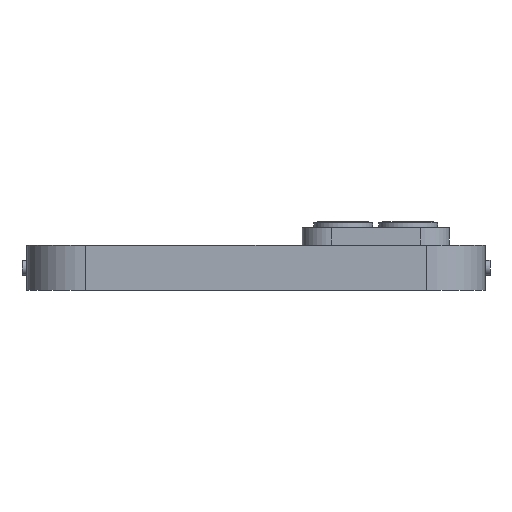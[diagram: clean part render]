
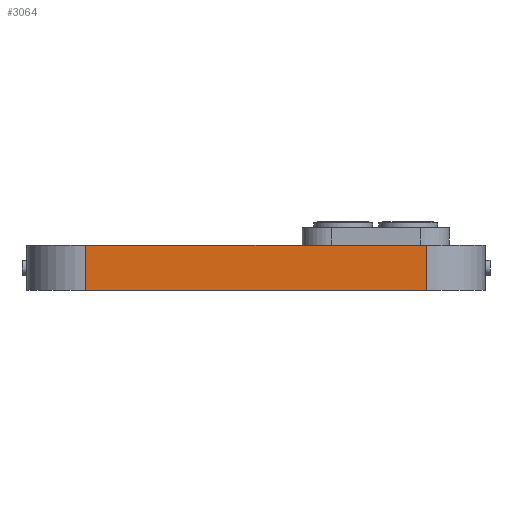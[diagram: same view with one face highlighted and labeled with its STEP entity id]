
A CAD part, front view. The second image highlights one B-rep face of the part: STEP entity #3064.
In plain terms, the highlighted planar face has unit normal (0, -1, 0).
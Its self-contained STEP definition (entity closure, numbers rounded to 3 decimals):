
#36 = CARTESIAN_POINT ( 'NONE',  ( -8., -79.05, -7.65 ) ) ;
#144 = ORIENTED_EDGE ( 'NONE', *, *, #5129, .T. ) ;
#181 = DIRECTION ( 'NONE',  ( 1., 0., 0. ) ) ;
#187 = CARTESIAN_POINT ( 'NONE',  ( -20., -79.05, -7.66 ) ) ;
#335 = VERTEX_POINT ( 'NONE', #4063 ) ;
#350 = EDGE_CURVE ( 'NONE', #5220, #1121, #1259, .T. ) ;
#367 = VERTEX_POINT ( 'NONE', #187 ) ;
#375 = CARTESIAN_POINT ( 'NONE',  ( 28.9, -79.05, -7.65 ) ) ;
#401 = CARTESIAN_POINT ( 'NONE',  ( -28.9, -79.05, 0. ) ) ;
#407 = CARTESIAN_POINT ( 'NONE',  ( 8., -79.05, -7.65 ) ) ;
#411 = VECTOR ( 'NONE', #6236, 1000. ) ;
#563 = VECTOR ( 'NONE', #5228, 1000. ) ;
#631 = LINE ( 'NONE', #4543, #1550 ) ;
#636 = VERTEX_POINT ( 'NONE', #4970 ) ;
#695 = VECTOR ( 'NONE', #848, 1000. ) ;
#814 = EDGE_CURVE ( 'NONE', #1951, #335, #2557, .T. ) ;
#836 = PLANE ( 'NONE',  #4947 ) ;
#848 = DIRECTION ( 'NONE',  ( 0., 0., 1. ) ) ;
#994 = LINE ( 'NONE', #1504, #3466 ) ;
#1121 = VERTEX_POINT ( 'NONE', #1393 ) ;
#1136 = DIRECTION ( 'NONE',  ( 1., 0., 0. ) ) ;
#1215 = DIRECTION ( 'NONE',  ( 0., 0., -1. ) ) ;
#1259 = LINE ( 'NONE', #3199, #5081 ) ;
#1288 = FACE_OUTER_BOUND ( 'NONE', #5732, .T. ) ;
#1345 = ORIENTED_EDGE ( 'NONE', *, *, #2209, .F. ) ;
#1393 = CARTESIAN_POINT ( 'NONE',  ( 20., -79.05, -7.65 ) ) ;
#1436 = LINE ( 'NONE', #2896, #5404 ) ;
#1480 = VECTOR ( 'NONE', #1215, 1000. ) ;
#1504 = CARTESIAN_POINT ( 'NONE',  ( 8., -79.05, -7.66 ) ) ;
#1550 = VECTOR ( 'NONE', #181, 1000. ) ;
#1731 = CARTESIAN_POINT ( 'NONE',  ( -38.9, -79.05, -7.65 ) ) ;
#1835 = ORIENTED_EDGE ( 'NONE', *, *, #5571, .F. ) ;
#1855 = EDGE_CURVE ( 'NONE', #5340, #4128, #3810, .T. ) ;
#1916 = ORIENTED_EDGE ( 'NONE', *, *, #4248, .F. ) ;
#1951 = VERTEX_POINT ( 'NONE', #5322 ) ;
#1984 = VECTOR ( 'NONE', #4950, 1000. ) ;
#2164 = LINE ( 'NONE', #5930, #1984 ) ;
#2193 = LINE ( 'NONE', #3240, #563 ) ;
#2209 = EDGE_CURVE ( 'NONE', #367, #335, #2721, .T. ) ;
#2217 = LINE ( 'NONE', #3146, #5047 ) ;
#2291 = EDGE_CURVE ( 'NONE', #2906, #5829, #4230, .T. ) ;
#2557 = LINE ( 'NONE', #4628, #4112 ) ;
#2658 = DIRECTION ( 'NONE',  ( 0., 0., 1. ) ) ;
#2721 = LINE ( 'NONE', #3772, #695 ) ;
#2828 = DIRECTION ( 'NONE',  ( -1., 0., 0. ) ) ;
#2896 = CARTESIAN_POINT ( 'NONE',  ( 0., -79.05, -7.66 ) ) ;
#2906 = VERTEX_POINT ( 'NONE', #3962 ) ;
#2920 = CARTESIAN_POINT ( 'NONE',  ( 8., -79.05, -7.66 ) ) ;
#3064 = ADVANCED_FACE ( 'NONE', ( #1288 ), #836, .T. ) ;
#3146 = CARTESIAN_POINT ( 'NONE',  ( 0., -79.05, -7.66 ) ) ;
#3199 = CARTESIAN_POINT ( 'NONE',  ( 20., -79.05, -7.66 ) ) ;
#3203 = DIRECTION ( 'NONE',  ( -1., 0., 0. ) ) ;
#3211 = CARTESIAN_POINT ( 'NONE',  ( -28.9, -79.05, -7.65 ) ) ;
#3219 = ORIENTED_EDGE ( 'NONE', *, *, #5243, .T. ) ;
#3240 = CARTESIAN_POINT ( 'NONE',  ( -8., -79.05, -7.66 ) ) ;
#3328 = ORIENTED_EDGE ( 'NONE', *, *, #4918, .F. ) ;
#3466 = VECTOR ( 'NONE', #5394, 1000. ) ;
#3665 = ORIENTED_EDGE ( 'NONE', *, *, #1855, .T. ) ;
#3688 = EDGE_CURVE ( 'NONE', #5220, #4060, #1436, .T. ) ;
#3743 = CARTESIAN_POINT ( 'NONE',  ( -38.9, -79.05, -7.65 ) ) ;
#3772 = CARTESIAN_POINT ( 'NONE',  ( -20., -79.05, -7.66 ) ) ;
#3805 = DIRECTION ( 'NONE',  ( 0., 0., 1. ) ) ;
#3810 = LINE ( 'NONE', #3743, #411 ) ;
#3962 = CARTESIAN_POINT ( 'NONE',  ( 28.9, -79.05, -7.65 ) ) ;
#4060 = VERTEX_POINT ( 'NONE', #2920 ) ;
#4063 = CARTESIAN_POINT ( 'NONE',  ( -20., -79.05, -7.65 ) ) ;
#4112 = VECTOR ( 'NONE', #1136, 1000. ) ;
#4128 = VERTEX_POINT ( 'NONE', #407 ) ;
#4230 = LINE ( 'NONE', #375, #4453 ) ;
#4248 = EDGE_CURVE ( 'NONE', #5717, #5829, #631, .T. ) ;
#4330 = ORIENTED_EDGE ( 'NONE', *, *, #5295, .T. ) ;
#4453 = VECTOR ( 'NONE', #3805, 1000. ) ;
#4543 = CARTESIAN_POINT ( 'NONE',  ( -38.9, -79.05, 0. ) ) ;
#4628 = CARTESIAN_POINT ( 'NONE',  ( -38.9, -79.05, -7.65 ) ) ;
#4632 = DIRECTION ( 'NONE',  ( 0., 0., -1. ) ) ;
#4750 = ORIENTED_EDGE ( 'NONE', *, *, #814, .T. ) ;
#4918 = EDGE_CURVE ( 'NONE', #4060, #4128, #994, .T. ) ;
#4947 = AXIS2_PLACEMENT_3D ( 'NONE', #1731, #5150, #4632 ) ;
#4950 = DIRECTION ( 'NONE',  ( 1., 0., 0. ) ) ;
#4970 = CARTESIAN_POINT ( 'NONE',  ( -8., -79.05, -7.66 ) ) ;
#5047 = VECTOR ( 'NONE', #3203, 1000. ) ;
#5081 = VECTOR ( 'NONE', #2658, 1000. ) ;
#5129 = EDGE_CURVE ( 'NONE', #1121, #2906, #2164, .T. ) ;
#5150 = DIRECTION ( 'NONE',  ( 0., -1., 0. ) ) ;
#5197 = ORIENTED_EDGE ( 'NONE', *, *, #3688, .F. ) ;
#5220 = VERTEX_POINT ( 'NONE', #5696 ) ;
#5228 = DIRECTION ( 'NONE',  ( 0., 0., 1. ) ) ;
#5243 = EDGE_CURVE ( 'NONE', #636, #5340, #2193, .T. ) ;
#5252 = CARTESIAN_POINT ( 'NONE',  ( 28.9, -79.05, 0. ) ) ;
#5295 = EDGE_CURVE ( 'NONE', #5717, #1951, #5579, .T. ) ;
#5322 = CARTESIAN_POINT ( 'NONE',  ( -28.9, -79.05, -7.65 ) ) ;
#5340 = VERTEX_POINT ( 'NONE', #36 ) ;
#5394 = DIRECTION ( 'NONE',  ( 0., 0., 1. ) ) ;
#5404 = VECTOR ( 'NONE', #2828, 1000. ) ;
#5571 = EDGE_CURVE ( 'NONE', #636, #367, #2217, .T. ) ;
#5579 = LINE ( 'NONE', #3211, #1480 ) ;
#5668 = ORIENTED_EDGE ( 'NONE', *, *, #350, .T. ) ;
#5696 = CARTESIAN_POINT ( 'NONE',  ( 20., -79.05, -7.66 ) ) ;
#5717 = VERTEX_POINT ( 'NONE', #401 ) ;
#5732 = EDGE_LOOP ( 'NONE', ( #1916, #4330, #4750, #1345, #1835, #3219, #3665, #3328, #5197, #5668, #144, #5765 ) ) ;
#5765 = ORIENTED_EDGE ( 'NONE', *, *, #2291, .T. ) ;
#5829 = VERTEX_POINT ( 'NONE', #5252 ) ;
#5930 = CARTESIAN_POINT ( 'NONE',  ( -38.9, -79.05, -7.65 ) ) ;
#6236 = DIRECTION ( 'NONE',  ( 1., 0., 0. ) ) ;
